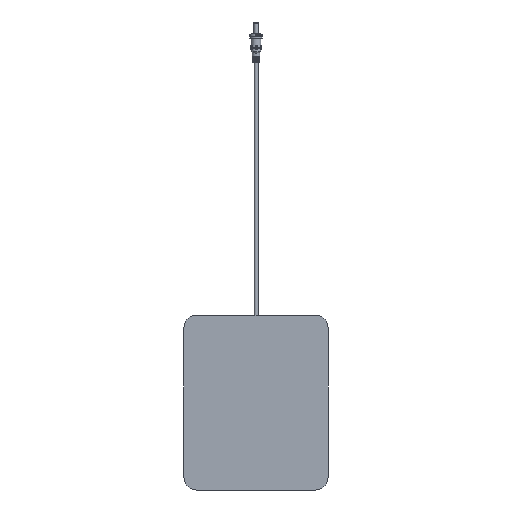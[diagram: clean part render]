
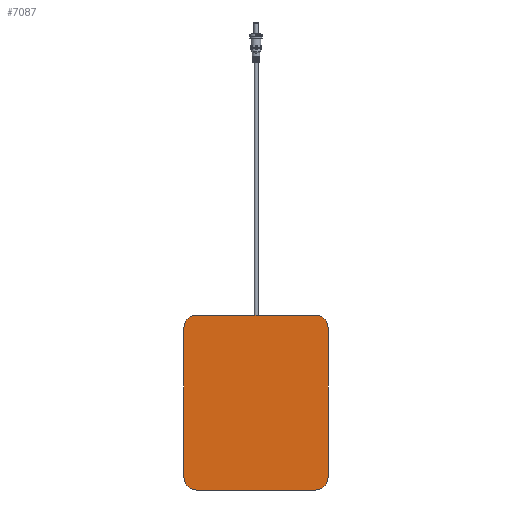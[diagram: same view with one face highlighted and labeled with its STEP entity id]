
A CAD part, front view. The second image highlights one B-rep face of the part: STEP entity #7087.
In plain terms, the highlighted planar face has unit normal (0, -1, 0).
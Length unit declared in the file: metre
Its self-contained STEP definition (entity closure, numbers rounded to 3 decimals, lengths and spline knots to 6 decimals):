
#424=CIRCLE('',#8094,0.01);
#426=CIRCLE('',#8098,0.01);
#428=CIRCLE('',#8102,0.01);
#430=CIRCLE('',#8106,0.01);
#862=ORIENTED_EDGE('',*,*,#2826,.T.);
#863=ORIENTED_EDGE('',*,*,#2830,.T.);
#864=ORIENTED_EDGE('',*,*,#2833,.F.);
#865=ORIENTED_EDGE('',*,*,#2836,.T.);
#866=ORIENTED_EDGE('',*,*,#2839,.F.);
#867=ORIENTED_EDGE('',*,*,#2842,.T.);
#868=ORIENTED_EDGE('',*,*,#2845,.T.);
#869=ORIENTED_EDGE('',*,*,#2847,.T.);
#2826=EDGE_CURVE('',#3824,#3823,#4462,.T.);
#2830=EDGE_CURVE('',#3823,#3826,#424,.T.);
#2833=EDGE_CURVE('',#3828,#3826,#4467,.T.);
#2836=EDGE_CURVE('',#3828,#3830,#426,.T.);
#2839=EDGE_CURVE('',#3832,#3830,#4471,.T.);
#2842=EDGE_CURVE('',#3832,#3834,#428,.T.);
#2845=EDGE_CURVE('',#3834,#3836,#4475,.T.);
#2847=EDGE_CURVE('',#3836,#3824,#430,.T.);
#3823=VERTEX_POINT('',#11037);
#3824=VERTEX_POINT('',#11039);
#3826=VERTEX_POINT('',#11045);
#3828=VERTEX_POINT('',#11051);
#3830=VERTEX_POINT('',#11057);
#3832=VERTEX_POINT('',#11063);
#3834=VERTEX_POINT('',#11069);
#3836=VERTEX_POINT('',#11075);
#4462=LINE('',#11038,#5066);
#4467=LINE('',#11052,#5071);
#4471=LINE('',#11064,#5075);
#4475=LINE('',#11076,#5079);
#5066=VECTOR('',#8875,1.);
#5071=VECTOR('',#8888,1.);
#5075=VECTOR('',#8900,1.);
#5079=VECTOR('',#8912,1.);
#5676=EDGE_LOOP('',(#862,#863,#864,#865,#866,#867,#868,#869));
#6238=FACE_BOUND('',#5676,.T.);
#6796=PLANE('',#8107);
#7087=ADVANCED_FACE('',(#6238),#6796,.T.);
#8094=AXIS2_PLACEMENT_3D('',#11046,#8882,#8883);
#8098=AXIS2_PLACEMENT_3D('',#11058,#8894,#8895);
#8102=AXIS2_PLACEMENT_3D('',#11070,#8906,#8907);
#8106=AXIS2_PLACEMENT_3D('',#11079,#8917,#8918);
#8107=AXIS2_PLACEMENT_3D('',#11080,#8919,#8920);
#8875=DIRECTION('',(0.,0.,-1.));
#8882=DIRECTION('',(0.,-1.,0.));
#8883=DIRECTION('',(0.,0.,-1.));
#8888=DIRECTION('',(-1.,0.,0.));
#8894=DIRECTION('',(0.,-1.,0.));
#8895=DIRECTION('',(0.,0.,-1.));
#8900=DIRECTION('',(0.,0.,-1.));
#8906=DIRECTION('',(0.,-1.,0.));
#8907=DIRECTION('',(0.,0.,-1.));
#8912=DIRECTION('',(-1.,0.,0.));
#8917=DIRECTION('',(0.,-1.,0.));
#8918=DIRECTION('',(0.,0.,-1.));
#8919=DIRECTION('',(0.,-1.,0.));
#8920=DIRECTION('',(1.,0.,0.));
#11037=CARTESIAN_POINT('',(-0.056,-0.0031,-0.058));
#11038=CARTESIAN_POINT('',(-0.056,-0.0031,0.));
#11039=CARTESIAN_POINT('',(-0.056,-0.0031,0.058));
#11045=CARTESIAN_POINT('',(-0.046,-0.0031,-0.068));
#11046=CARTESIAN_POINT('',(-0.046,-0.0031,-0.058));
#11051=CARTESIAN_POINT('',(0.046,-0.0031,-0.068));
#11052=CARTESIAN_POINT('',(0.,-0.0031,-0.068));
#11057=CARTESIAN_POINT('',(0.056,-0.0031,-0.058));
#11058=CARTESIAN_POINT('',(0.046,-0.0031,-0.058));
#11063=CARTESIAN_POINT('',(0.056,-0.0031,0.058));
#11064=CARTESIAN_POINT('',(0.056,-0.0031,0.));
#11069=CARTESIAN_POINT('',(0.046,-0.0031,0.068));
#11070=CARTESIAN_POINT('',(0.046,-0.0031,0.058));
#11075=CARTESIAN_POINT('',(-0.046,-0.0031,0.068));
#11076=CARTESIAN_POINT('',(0.,-0.0031,0.068));
#11079=CARTESIAN_POINT('',(-0.046,-0.0031,0.058));
#11080=CARTESIAN_POINT('',(0.,-0.0031,0.));
